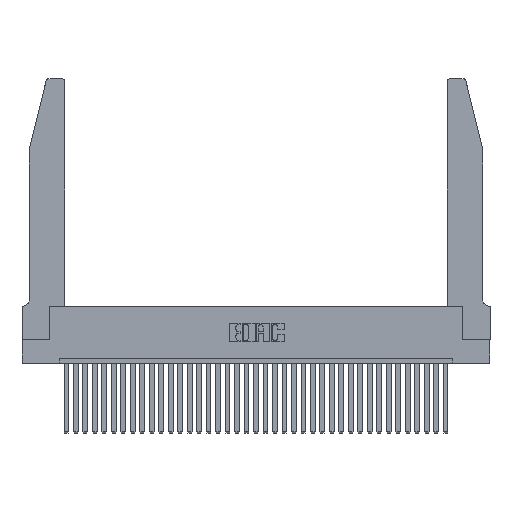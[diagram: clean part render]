
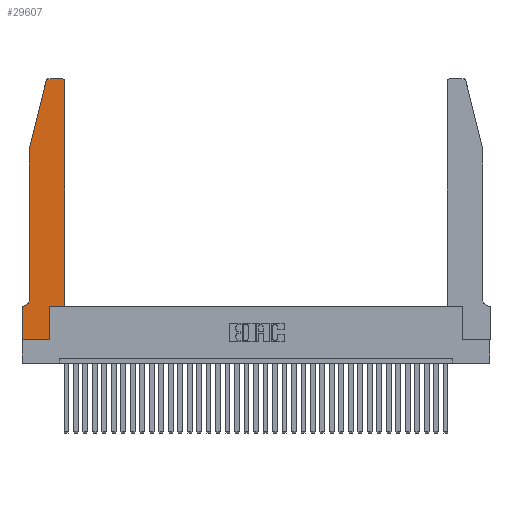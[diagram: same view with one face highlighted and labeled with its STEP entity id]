
A CAD part, top view. The second image highlights one B-rep face of the part: STEP entity #29607.
In plain terms, the highlighted planar face has unit normal (0, 0, 1).
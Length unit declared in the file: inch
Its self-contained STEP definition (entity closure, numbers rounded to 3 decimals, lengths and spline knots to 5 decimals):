
#464 = VECTOR ( 'NONE', #1287, 39.37008 ) ;
#622 = DIRECTION ( 'NONE',  ( 0., 0., 1. ) ) ;
#1287 = DIRECTION ( 'NONE',  ( 0., -1., 0. ) ) ;
#1566 = CARTESIAN_POINT ( 'NONE',  ( 0.4505, 0.35, 0.37 ) ) ;
#1687 = EDGE_CURVE ( 'NONE', #3132, #27874, #20796, .T. ) ;
#2047 = VERTEX_POINT ( 'NONE', #13194 ) ;
#2168 = VECTOR ( 'NONE', #34500, 39.37008 ) ;
#2595 = CARTESIAN_POINT ( 'NONE',  ( 0.4205, 2.75, 0.37 ) ) ;
#3132 = VERTEX_POINT ( 'NONE', #24643 ) ;
#3209 = LINE ( 'NONE', #27698, #24236 ) ;
#3363 = PLANE ( 'NONE',  #13574 ) ;
#3858 = CARTESIAN_POINT ( 'NONE',  ( 0.0755, 0.42, 0.37 ) ) ;
#3885 = EDGE_CURVE ( 'NONE', #32613, #14407, #7145, .T. ) ;
#4145 = CARTESIAN_POINT ( 'NONE',  ( 0.4505, 0.35, 0.37 ) ) ;
#4211 = EDGE_CURVE ( 'NONE', #27874, #20745, #32081, .T. ) ;
#4248 = ORIENTED_EDGE ( 'NONE', *, *, #23270, .T. ) ;
#4300 = CARTESIAN_POINT ( 'NONE',  ( 0.0755, 2., 0.37 ) ) ;
#5364 = EDGE_CURVE ( 'NONE', #24681, #34762, #3209, .T. ) ;
#5795 = DIRECTION ( 'NONE',  ( 1., 0., 0. ) ) ;
#5873 = DIRECTION ( 'NONE',  ( 1., 0., 0. ) ) ;
#6111 = CARTESIAN_POINT ( 'NONE',  ( 0., 0.35, 0.37 ) ) ;
#6174 = CARTESIAN_POINT ( 'NONE',  ( 0.2605, 2.75, 0.37 ) ) ;
#7145 = LINE ( 'NONE', #6174, #15309 ) ;
#7418 = EDGE_LOOP ( 'NONE', ( #27621, #28420, #10746, #7882, #10320, #22064, #8581, #22447, #8700, #4248, #22014, #34810 ) ) ;
#7739 = AXIS2_PLACEMENT_3D ( 'NONE', #35218, #10460, #32460 ) ;
#7882 = ORIENTED_EDGE ( 'NONE', *, *, #23293, .T. ) ;
#8177 = CARTESIAN_POINT ( 'NONE',  ( 0., 0., 0.37 ) ) ;
#8581 = ORIENTED_EDGE ( 'NONE', *, *, #4211, .T. ) ;
#8700 = ORIENTED_EDGE ( 'NONE', *, *, #33501, .T. ) ;
#9158 = LINE ( 'NONE', #33504, #12996 ) ;
#10110 = CARTESIAN_POINT ( 'NONE',  ( 0.0755, 0.35, 0.37 ) ) ;
#10137 = VECTOR ( 'NONE', #11060, 39.37008 ) ;
#10320 = ORIENTED_EDGE ( 'NONE', *, *, #12334, .T. ) ;
#10377 = DIRECTION ( 'NONE',  ( 0., 0., 1. ) ) ;
#10460 = DIRECTION ( 'NONE',  ( 0., 0., 1. ) ) ;
#10565 = CIRCLE ( 'NONE', #7739, 0.03 ) ;
#10628 = VERTEX_POINT ( 'NONE', #14245 ) ;
#10746 = ORIENTED_EDGE ( 'NONE', *, *, #12252, .T. ) ;
#11060 = DIRECTION ( 'NONE',  ( 1., 0., 0. ) ) ;
#11442 = EDGE_CURVE ( 'NONE', #34762, #32613, #29613, .T. ) ;
#11586 = LINE ( 'NONE', #12516, #464 ) ;
#12252 = EDGE_CURVE ( 'NONE', #20135, #10628, #15349, .T. ) ;
#12334 = EDGE_CURVE ( 'NONE', #29222, #3132, #32124, .T. ) ;
#12516 = CARTESIAN_POINT ( 'NONE',  ( 0.0755, 2., 0.37 ) ) ;
#12575 = CARTESIAN_POINT ( 'NONE',  ( 0.4505, 2.72, 0.37 ) ) ;
#12844 = LINE ( 'NONE', #4145, #2168 ) ;
#12996 = VECTOR ( 'NONE', #30491, 39.37008 ) ;
#13106 = EDGE_CURVE ( 'NONE', #14407, #20135, #10565, .T. ) ;
#13184 = EDGE_CURVE ( 'NONE', #20745, #2047, #24776, .T. ) ;
#13194 = CARTESIAN_POINT ( 'NONE',  ( 0.2865, 0., 0.37 ) ) ;
#13498 = VECTOR ( 'NONE', #33072, 39.37008 ) ;
#13574 = AXIS2_PLACEMENT_3D ( 'NONE', #6111, #622, #5873 ) ;
#14083 = VERTEX_POINT ( 'NONE', #17490 ) ;
#14245 = CARTESIAN_POINT ( 'NONE',  ( 0.0755, 2., 0.37 ) ) ;
#14343 = CARTESIAN_POINT ( 'NONE',  ( 0., 0., 0.37 ) ) ;
#14407 = VERTEX_POINT ( 'NONE', #20762 ) ;
#15098 = DIRECTION ( 'NONE',  ( 0., 1., 0. ) ) ;
#15309 = VECTOR ( 'NONE', #21269, 39.37008 ) ;
#15349 = LINE ( 'NONE', #4300, #30832 ) ;
#16686 = AXIS2_PLACEMENT_3D ( 'NONE', #19193, #10377, #5795 ) ;
#17220 = CARTESIAN_POINT ( 'NONE',  ( 0.25487, 2.72718, 0.37 ) ) ;
#17490 = CARTESIAN_POINT ( 'NONE',  ( 0.2865, 0.35, 0.37 ) ) ;
#17853 = VECTOR ( 'NONE', #25391, 39.37008 ) ;
#18672 = CARTESIAN_POINT ( 'NONE',  ( 0., 0., 0.37 ) ) ;
#19193 = CARTESIAN_POINT ( 'NONE',  ( 0.4205, 2.72, 0.37 ) ) ;
#20135 = VERTEX_POINT ( 'NONE', #17220 ) ;
#20745 = VERTEX_POINT ( 'NONE', #18672 ) ;
#20762 = CARTESIAN_POINT ( 'NONE',  ( 0.284, 2.75, 0.37 ) ) ;
#20796 = LINE ( 'NONE', #10110, #13498 ) ;
#21269 = DIRECTION ( 'NONE',  ( -1., 0., 0. ) ) ;
#21304 = AXIS2_PLACEMENT_3D ( 'NONE', #26138, #31671, #26260 ) ;
#22014 = ORIENTED_EDGE ( 'NONE', *, *, #5364, .T. ) ;
#22064 = ORIENTED_EDGE ( 'NONE', *, *, #1687, .T. ) ;
#22447 = ORIENTED_EDGE ( 'NONE', *, *, #13184, .T. ) ;
#23270 = EDGE_CURVE ( 'NONE', #14083, #24681, #12844, .T. ) ;
#23293 = EDGE_CURVE ( 'NONE', #10628, #29222, #11586, .T. ) ;
#24236 = VECTOR ( 'NONE', #15098, 39.37008 ) ;
#24643 = CARTESIAN_POINT ( 'NONE',  ( 0.0055, 0.35, 0.37 ) ) ;
#24681 = VERTEX_POINT ( 'NONE', #1566 ) ;
#24776 = LINE ( 'NONE', #8177, #10137 ) ;
#24857 = CARTESIAN_POINT ( 'NONE',  ( 0., 0.35, 0.37 ) ) ;
#25391 = DIRECTION ( 'NONE',  ( 0., -1., 0. ) ) ;
#26138 = CARTESIAN_POINT ( 'NONE',  ( 0.0055, 0.42, 0.37 ) ) ;
#26260 = DIRECTION ( 'NONE',  ( -1., 0., 0. ) ) ;
#27621 = ORIENTED_EDGE ( 'NONE', *, *, #3885, .T. ) ;
#27698 = CARTESIAN_POINT ( 'NONE',  ( 0.4505, 0.35, 0.37 ) ) ;
#27874 = VERTEX_POINT ( 'NONE', #24857 ) ;
#28420 = ORIENTED_EDGE ( 'NONE', *, *, #13106, .T. ) ;
#29216 = FACE_OUTER_BOUND ( 'NONE', #7418, .T. ) ;
#29222 = VERTEX_POINT ( 'NONE', #3858 ) ;
#29607 = ADVANCED_FACE ( 'NONE', ( #29216 ), #3363, .T. ) ;
#29613 = CIRCLE ( 'NONE', #16686, 0.03 ) ;
#30491 = DIRECTION ( 'NONE',  ( 0., 1., 0. ) ) ;
#30832 = VECTOR ( 'NONE', #31310, 39.37008 ) ;
#31310 = DIRECTION ( 'NONE',  ( -0.239, -0.971, 0. ) ) ;
#31671 = DIRECTION ( 'NONE',  ( 0., 0., -1. ) ) ;
#32081 = LINE ( 'NONE', #14343, #17853 ) ;
#32124 = CIRCLE ( 'NONE', #21304, 0.07 ) ;
#32460 = DIRECTION ( 'NONE',  ( 1., 0., 0. ) ) ;
#32613 = VERTEX_POINT ( 'NONE', #2595 ) ;
#33072 = DIRECTION ( 'NONE',  ( -1., 0., 0. ) ) ;
#33501 = EDGE_CURVE ( 'NONE', #2047, #14083, #9158, .T. ) ;
#33504 = CARTESIAN_POINT ( 'NONE',  ( 0.2865, 0.35, 0.37 ) ) ;
#34500 = DIRECTION ( 'NONE',  ( 1., 0., 0. ) ) ;
#34762 = VERTEX_POINT ( 'NONE', #12575 ) ;
#34810 = ORIENTED_EDGE ( 'NONE', *, *, #11442, .T. ) ;
#35218 = CARTESIAN_POINT ( 'NONE',  ( 0.284, 2.72, 0.37 ) ) ;
